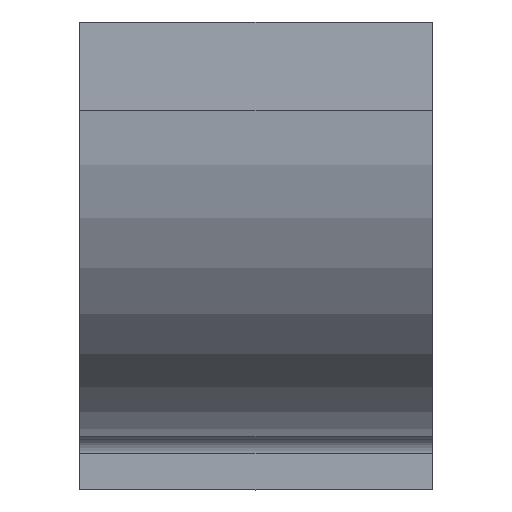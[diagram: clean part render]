
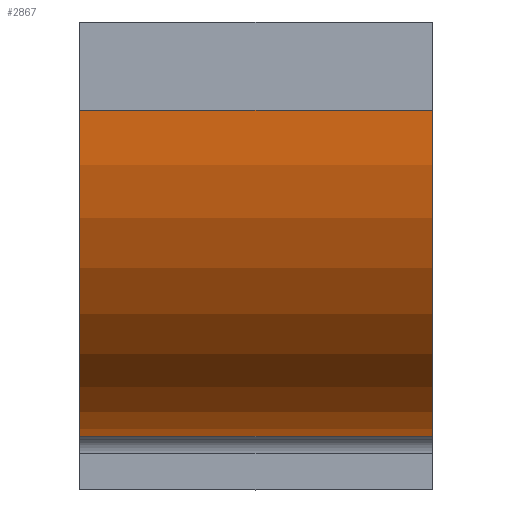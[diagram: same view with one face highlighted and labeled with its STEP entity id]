
A CAD part, top view. The second image highlights one B-rep face of the part: STEP entity #2867.
In plain terms, the highlighted cylindrical face has radius 74 mm (diameter 148 mm), a partial arc.
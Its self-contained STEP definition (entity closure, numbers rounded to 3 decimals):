
#215 = DIRECTION ( 'NONE',  ( 1., 0., 0. ) ) ;
#261 = ORIENTED_EDGE ( 'NONE', *, *, #1651, .T. ) ;
#462 = CARTESIAN_POINT ( 'NONE',  ( 40., 16.097, 24.795 ) ) ;
#548 = CIRCLE ( 'NONE', #3014, 74. ) ;
#630 = DIRECTION ( 'NONE',  ( 1., 0., 0. ) ) ;
#637 = EDGE_CURVE ( 'NONE', #2961, #2088, #3027, .T. ) ;
#642 = CARTESIAN_POINT ( 'NONE',  ( -40., 90., 21. ) ) ;
#655 = VECTOR ( 'NONE', #3540, 1000. ) ;
#895 = ORIENTED_EDGE ( 'NONE', *, *, #637, .F. ) ;
#915 = DIRECTION ( 'NONE',  ( 0., 0., -1. ) ) ;
#982 = CIRCLE ( 'NONE', #1381, 74. ) ;
#1340 = VERTEX_POINT ( 'NONE', #3131 ) ;
#1381 = AXIS2_PLACEMENT_3D ( 'NONE', #1898, #215, #2180 ) ;
#1517 = FACE_OUTER_BOUND ( 'NONE', #3094, .T. ) ;
#1539 = DIRECTION ( 'NONE',  ( 1., 0., 0. ) ) ;
#1575 = VECTOR ( 'NONE', #1539, 1000. ) ;
#1651 = EDGE_CURVE ( 'NONE', #1340, #2158, #2958, .T. ) ;
#1806 = ORIENTED_EDGE ( 'NONE', *, *, #2514, .F. ) ;
#1898 = CARTESIAN_POINT ( 'NONE',  ( 40., 90., 21. ) ) ;
#2088 = VERTEX_POINT ( 'NONE', #2367 ) ;
#2147 = CARTESIAN_POINT ( 'NONE',  ( -40., 90., 95. ) ) ;
#2158 = VERTEX_POINT ( 'NONE', #2770 ) ;
#2165 = CYLINDRICAL_SURFACE ( 'NONE', #2235, 74. ) ;
#2180 = DIRECTION ( 'NONE',  ( 0., 0., -1. ) ) ;
#2235 = AXIS2_PLACEMENT_3D ( 'NONE', #2584, #630, #2308 ) ;
#2308 = DIRECTION ( 'NONE',  ( 0., 0., -1. ) ) ;
#2367 = CARTESIAN_POINT ( 'NONE',  ( 40., 90., 95. ) ) ;
#2514 = EDGE_CURVE ( 'NONE', #2088, #2158, #982, .T. ) ;
#2583 = DIRECTION ( 'NONE',  ( 1., 0., 0. ) ) ;
#2584 = CARTESIAN_POINT ( 'NONE',  ( 40., 90., 21. ) ) ;
#2770 = CARTESIAN_POINT ( 'NONE',  ( 40., 16.097, 24.795 ) ) ;
#2867 = ADVANCED_FACE ( 'NONE', ( #1517 ), #2165, .T. ) ;
#2958 = LINE ( 'NONE', #462, #655 ) ;
#2961 = VERTEX_POINT ( 'NONE', #2147 ) ;
#3014 = AXIS2_PLACEMENT_3D ( 'NONE', #642, #2583, #915 ) ;
#3027 = LINE ( 'NONE', #3180, #1575 ) ;
#3094 = EDGE_LOOP ( 'NONE', ( #3522, #261, #1806, #895 ) ) ;
#3131 = CARTESIAN_POINT ( 'NONE',  ( -40., 16.097, 24.795 ) ) ;
#3180 = CARTESIAN_POINT ( 'NONE',  ( -40., 90., 95. ) ) ;
#3522 = ORIENTED_EDGE ( 'NONE', *, *, #3573, .T. ) ;
#3540 = DIRECTION ( 'NONE',  ( 1., 0., 0. ) ) ;
#3573 = EDGE_CURVE ( 'NONE', #2961, #1340, #548, .T. ) ;
